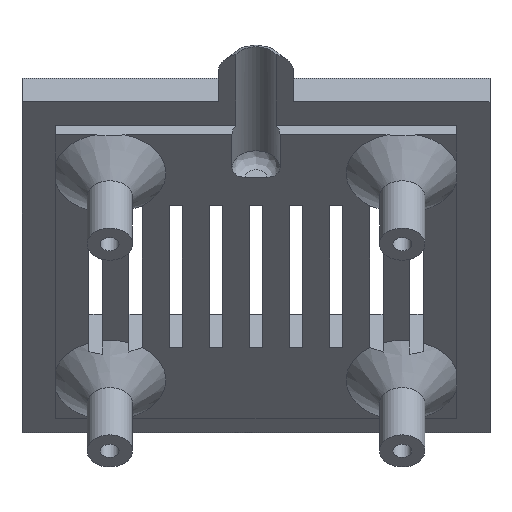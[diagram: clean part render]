
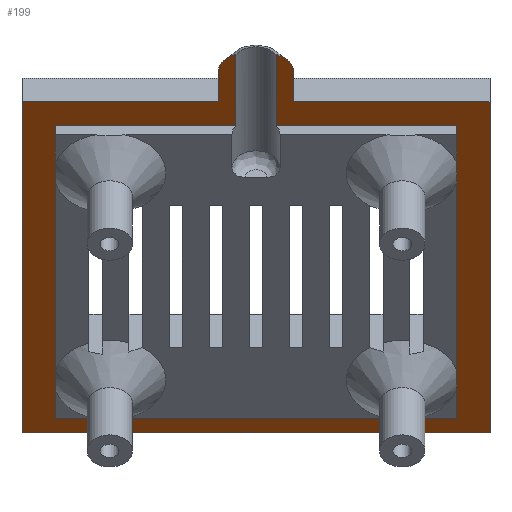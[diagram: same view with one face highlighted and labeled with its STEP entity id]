
A CAD part, left-side view. The second image highlights one B-rep face of the part: STEP entity #199.
In plain terms, the highlighted planar face has unit normal (-0.707, 0, -0.707).
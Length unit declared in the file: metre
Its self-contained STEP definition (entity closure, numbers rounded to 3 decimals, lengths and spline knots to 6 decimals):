
#199 = ADVANCED_FACE( '', ( #445 ), #446, .F. );
#445 = FACE_OUTER_BOUND( '', #771, .T. );
#446 = PLANE( '', #772 );
#771 = EDGE_LOOP( '', ( #1301, #1302, #1303, #1304, #1305, #1306, #1307, #1308, #1309, #1310, #1311, #1312, #1313, #1314, #1315, #1316 ) );
#772 = AXIS2_PLACEMENT_3D( '', #1317, #1318, #1319 );
#1301 = ORIENTED_EDGE( '', *, *, #1778, .T. );
#1302 = ORIENTED_EDGE( '', *, *, #1921, .T. );
#1303 = ORIENTED_EDGE( '', *, *, #1922, .T. );
#1304 = ORIENTED_EDGE( '', *, *, #1875, .T. );
#1305 = ORIENTED_EDGE( '', *, *, #1923, .F. );
#1306 = ORIENTED_EDGE( '', *, *, #1924, .F. );
#1307 = ORIENTED_EDGE( '', *, *, #1925, .T. );
#1308 = ORIENTED_EDGE( '', *, *, #1871, .T. );
#1309 = ORIENTED_EDGE( '', *, *, #1926, .F. );
#1310 = ORIENTED_EDGE( '', *, *, #1927, .T. );
#1311 = ORIENTED_EDGE( '', *, *, #1776, .T. );
#1312 = ORIENTED_EDGE( '', *, *, #1928, .T. );
#1313 = ORIENTED_EDGE( '', *, *, #1834, .T. );
#1314 = ORIENTED_EDGE( '', *, *, #1929, .T. );
#1315 = ORIENTED_EDGE( '', *, *, #1756, .T. );
#1316 = ORIENTED_EDGE( '', *, *, #1930, .T. );
#1317 = CARTESIAN_POINT( '', ( 0.035929, 0.0125, 0.124549 ) );
#1318 = DIRECTION( '', ( 0.707, 0., 0.707 ) );
#1319 = DIRECTION( '', ( 0., 1., 0. ) );
#1756 = EDGE_CURVE( '', #2090, #2091, #2092, .T. );
#1776 = EDGE_CURVE( '', #2127, #2125, #2128, .F. );
#1778 = EDGE_CURVE( '', #2131, #2129, #2132, .T. );
#1834 = EDGE_CURVE( '', #2223, #2224, #2225, .T. );
#1871 = EDGE_CURVE( '', #2284, #2281, #2285, .T. );
#1875 = EDGE_CURVE( '', #2282, #2290, #2292, .T. );
#1921 = EDGE_CURVE( '', #2129, #2358, #2359, .T. );
#1922 = EDGE_CURVE( '', #2358, #2282, #2360, .T. );
#1923 = EDGE_CURVE( '', #2361, #2290, #2362, .T. );
#1924 = EDGE_CURVE( '', #2363, #2361, #2364, .T. );
#1925 = EDGE_CURVE( '', #2363, #2284, #2365, .T. );
#1926 = EDGE_CURVE( '', #2366, #2281, #2367, .T. );
#1927 = EDGE_CURVE( '', #2366, #2127, #2368, .T. );
#1928 = EDGE_CURVE( '', #2125, #2223, #2369, .T. );
#1929 = EDGE_CURVE( '', #2224, #2090, #2370, .T. );
#1930 = EDGE_CURVE( '', #2091, #2131, #2371, .T. );
#2090 = VERTEX_POINT( '', #2580 );
#2091 = VERTEX_POINT( '', #2581 );
#2092 = LINE( '', #2582, #2583 );
#2125 = VERTEX_POINT( '', #2641 );
#2127 = VERTEX_POINT( '', #2643 );
#2128 = LINE( '', #2644, #2645 );
#2129 = VERTEX_POINT( '', #2646 );
#2131 = VERTEX_POINT( '', #2648 );
#2132 = LINE( '', #2649, #2650 );
#2223 = VERTEX_POINT( '', #2793 );
#2224 = VERTEX_POINT( '', #2794 );
#2225 = LINE( '', #2795, #2796 );
#2281 = VERTEX_POINT( '', #2884 );
#2282 = VERTEX_POINT( '', #2885 );
#2284 = VERTEX_POINT( '', #2887 );
#2285 = LINE( '', #2888, #2889 );
#2290 = VERTEX_POINT( '', #2896 );
#2292 = LINE( '', #2899, #2900 );
#2358 = VERTEX_POINT( '', #3003 );
#2359 = B_SPLINE_CURVE_WITH_KNOTS( '', 3, ( #3004, #3005, #3006, #3007, #3008, #3009, #3010, #3011, #3012, #3013, #3014, #3015 ), .UNSPECIFIED., .F., .F., ( 4, 2, 2, 2, 2, 4 ), ( 0., 0.000762, 0.001143, 0.001525, 0.002287, 0.003049 ), .UNSPECIFIED. );
#2360 = LINE( '', #3016, #3017 );
#2361 = VERTEX_POINT( '', #3018 );
#2362 = LINE( '', #3019, #3020 );
#2363 = VERTEX_POINT( '', #3021 );
#2364 = LINE( '', #3022, #3023 );
#2365 = LINE( '', #3024, #3025 );
#2366 = VERTEX_POINT( '', #3026 );
#2367 = LINE( '', #3027, #3028 );
#2368 = B_SPLINE_CURVE_WITH_KNOTS( '', 3, ( #3029, #3030, #3031, #3032, #3033, #3034, #3035, #3036, #3037, #3038 ), .UNSPECIFIED., .F., .F., ( 4, 2, 2, 2, 4 ), ( 0., 0.000763, 0.001525, 0.002288, 0.003051 ), .UNSPECIFIED. );
#2369 = LINE( '', #3039, #3040 );
#2370 = LINE( '', #3041, #3042 );
#2371 = LINE( '', #3043, #3044 );
#2580 = CARTESIAN_POINT( '', ( 0.049399, 0.03155, 0.111078 ) );
#2581 = CARTESIAN_POINT( '', ( 0.022458, 0.03155, 0.138019 ) );
#2582 = CARTESIAN_POINT( '', ( 0.035929, 0.03155, 0.124549 ) );
#2583 = VECTOR( '', #3287, 1. );
#2641 = CARTESIAN_POINT( '', ( 0.022458, 0.010599, 0.138019 ) );
#2643 = CARTESIAN_POINT( '', ( 0.015723, 0.010599, 0.144754 ) );
#2644 = CARTESIAN_POINT( '', ( 0.026499, 0.010599, 0.133978 ) );
#2645 = VECTOR( '', #3308, 1. );
#2646 = CARTESIAN_POINT( '', ( 0.015723, 0.014401, 0.144754 ) );
#2648 = CARTESIAN_POINT( '', ( 0.022458, 0.014401, 0.138019 ) );
#2649 = CARTESIAN_POINT( '', ( 0.026499, 0.014401, 0.133978 ) );
#2650 = VECTOR( '', #3312, 1. );
#2793 = CARTESIAN_POINT( '', ( 0.022458, -0.00655, 0.138019 ) );
#2794 = CARTESIAN_POINT( '', ( 0.049399, -0.00655, 0.111078 ) );
#2795 = CARTESIAN_POINT( '', ( 0.035929, -0.00655, 0.124549 ) );
#2796 = VECTOR( '', #3378, 1. );
#2884 = CARTESIAN_POINT( '', ( 0.020213, 0.008908, 0.140264 ) );
#2885 = CARTESIAN_POINT( '', ( 0.020213, 0.016092, 0.140264 ) );
#2887 = CARTESIAN_POINT( '', ( 0.020213, -0.009725, 0.140264 ) );
#2888 = CARTESIAN_POINT( '', ( 0.020213, 0.014087, 0.140264 ) );
#2889 = VECTOR( '', #3410, 1. );
#2896 = CARTESIAN_POINT( '', ( 0.020213, 0.034725, 0.140264 ) );
#2899 = CARTESIAN_POINT( '', ( 0.020213, 0.014087, 0.140264 ) );
#2900 = VECTOR( '', #3414, 1. );
#3003 = CARTESIAN_POINT( '', ( 0.017369, 0.016092, 0.143108 ) );
#3004 = CARTESIAN_POINT( '', ( 0.015723, 0.014401, 0.144754 ) );
#3005 = CARTESIAN_POINT( '', ( 0.015785, 0.014643, 0.144692 ) );
#3006 = CARTESIAN_POINT( '', ( 0.015868, 0.014868, 0.144609 ) );
#3007 = CARTESIAN_POINT( '', ( 0.016028, 0.015178, 0.144449 ) );
#3008 = CARTESIAN_POINT( '', ( 0.016088, 0.015277, 0.14439 ) );
#3009 = CARTESIAN_POINT( '', ( 0.016214, 0.015458, 0.144263 ) );
#3010 = CARTESIAN_POINT( '', ( 0.016282, 0.015542, 0.144195 ) );
#3011 = CARTESIAN_POINT( '', ( 0.016499, 0.015768, 0.143978 ) );
#3012 = CARTESIAN_POINT( '', ( 0.016663, 0.015889, 0.143814 ) );
#3013 = CARTESIAN_POINT( '', ( 0.017005, 0.01605, 0.143473 ) );
#3014 = CARTESIAN_POINT( '', ( 0.017187, 0.016092, 0.143291 ) );
#3015 = CARTESIAN_POINT( '', ( 0.017369, 0.016092, 0.143108 ) );
#3016 = CARTESIAN_POINT( '', ( 0.015723, 0.016092, 0.144754 ) );
#3017 = VECTOR( '', #3449, 1. );
#3018 = CARTESIAN_POINT( '', ( 0.051644, 0.034725, 0.108833 ) );
#3019 = CARTESIAN_POINT( '', ( 0.035929, 0.034725, 0.124549 ) );
#3020 = VECTOR( '', #3450, 1. );
#3021 = CARTESIAN_POINT( '', ( 0.051644, -0.009725, 0.108833 ) );
#3022 = CARTESIAN_POINT( '', ( 0.051644, -0.008138, 0.108833 ) );
#3023 = VECTOR( '', #3451, 1. );
#3024 = CARTESIAN_POINT( '', ( 0.035929, -0.009725, 0.124549 ) );
#3025 = VECTOR( '', #3452, 1. );
#3026 = CARTESIAN_POINT( '', ( 0.017369, 0.008908, 0.143108 ) );
#3027 = CARTESIAN_POINT( '', ( 0.015723, 0.008908, 0.144754 ) );
#3028 = VECTOR( '', #3453, 1. );
#3029 = CARTESIAN_POINT( '', ( 0.017369, 0.008908, 0.143108 ) );
#3030 = CARTESIAN_POINT( '', ( 0.017187, 0.008908, 0.14329 ) );
#3031 = CARTESIAN_POINT( '', ( 0.017009, 0.008949, 0.143468 ) );
#3032 = CARTESIAN_POINT( '', ( 0.016664, 0.00911, 0.143813 ) );
#3033 = CARTESIAN_POINT( '', ( 0.016504, 0.009228, 0.143974 ) );
#3034 = CARTESIAN_POINT( '', ( 0.016211, 0.009532, 0.144266 ) );
#3035 = CARTESIAN_POINT( '', ( 0.016084, 0.009715, 0.144394 ) );
#3036 = CARTESIAN_POINT( '', ( 0.01587, 0.010128, 0.144607 ) );
#3037 = CARTESIAN_POINT( '', ( 0.015785, 0.010357, 0.144692 ) );
#3038 = CARTESIAN_POINT( '', ( 0.015723, 0.010599, 0.144754 ) );
#3039 = CARTESIAN_POINT( '', ( 0.022458, 0.0125, 0.138019 ) );
#3040 = VECTOR( '', #3454, 1. );
#3041 = CARTESIAN_POINT( '', ( 0.049399, 0.0125, 0.111078 ) );
#3042 = VECTOR( '', #3455, 1. );
#3043 = CARTESIAN_POINT( '', ( 0.022458, 0.0125, 0.138019 ) );
#3044 = VECTOR( '', #3456, 1. );
#3287 = DIRECTION( '', ( -0.707, 0., 0.707 ) );
#3308 = DIRECTION( '', ( -0.707, 0., 0.707 ) );
#3312 = DIRECTION( '', ( -0.707, 0., 0.707 ) );
#3378 = DIRECTION( '', ( 0.707, 0., -0.707 ) );
#3410 = DIRECTION( '', ( 0., 1., 0. ) );
#3414 = DIRECTION( '', ( 0., 1., 0. ) );
#3449 = DIRECTION( '', ( 0.707, 0., -0.707 ) );
#3450 = DIRECTION( '', ( -0.707, 0., 0.707 ) );
#3451 = DIRECTION( '', ( 0., 1., 0. ) );
#3452 = DIRECTION( '', ( -0.707, 0., 0.707 ) );
#3453 = DIRECTION( '', ( 0.707, 0., -0.707 ) );
#3454 = DIRECTION( '', ( 0., -1., 0. ) );
#3455 = DIRECTION( '', ( 0., 1., 0. ) );
#3456 = DIRECTION( '', ( 0., -1., 0. ) );
